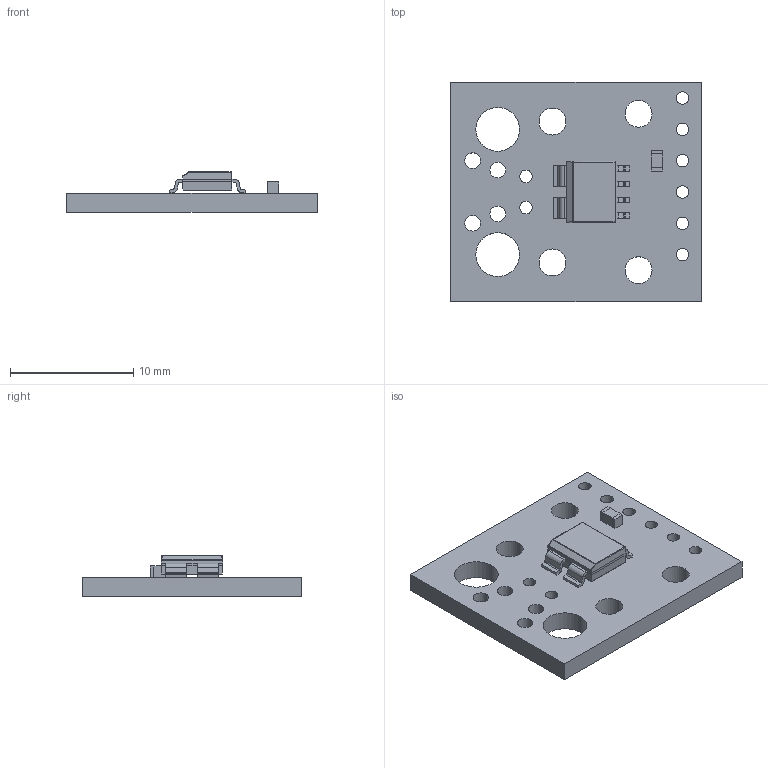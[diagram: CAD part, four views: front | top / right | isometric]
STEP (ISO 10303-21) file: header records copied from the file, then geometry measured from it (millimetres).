
FILE_DESCRIPTION (( 'STEP AP214' ), '1' );
FILE_NAME ('acs37030-current-sensor-compact-carriers.step', '2025-01-03T20:17:33', ( '' ), ( '' ), 'SwSTEP 2.0', 'SolidWorks 2025', '' );
FILE_SCHEMA (( 'AUTOMOTIVE_DESIGN' ));
Length unit declared in the file: millimetre
Products named in the file (1): acs37030-current-sensor-compact-carriers
Bounding box: 20.32 x 17.78 x 3.32 mm (x, y, z)
Volume: 529.5 mm3; surface area: 985.1 mm2
Topology: 1 solids, 1 shells, 553 faces, 1506 edges, 992 vertices
Faces by surface type: plane 281, bspline 199, cylinder 71, sphere 2
Entity records: 30736 total; most frequent: CARTESIAN_POINT 11867, ORIENTED_EDGE 3012, DIRECTION 1928, EDGE_CURVE 1506, VERTEX_POINT 992, LINE 966, VECTOR 966, EDGE_LOOP 636
